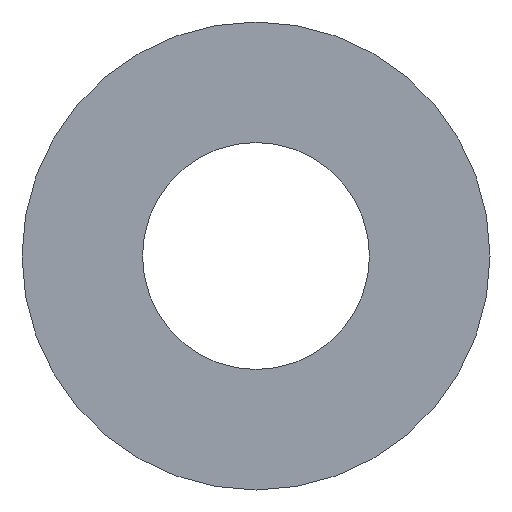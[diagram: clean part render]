
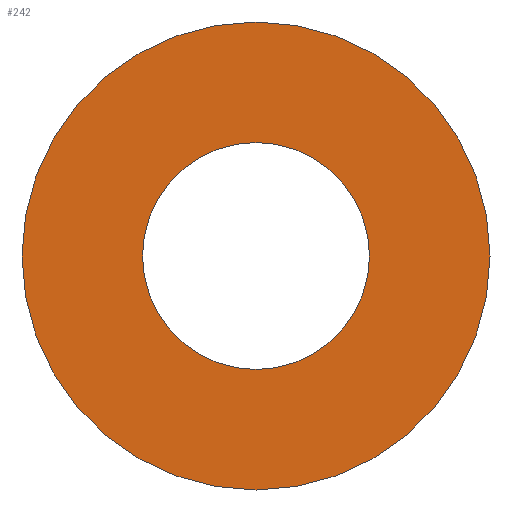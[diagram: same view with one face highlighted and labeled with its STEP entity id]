
A CAD part, left-side view. The second image highlights one B-rep face of the part: STEP entity #242.
In plain terms, the highlighted planar face has unit normal (-1, 0, 0).
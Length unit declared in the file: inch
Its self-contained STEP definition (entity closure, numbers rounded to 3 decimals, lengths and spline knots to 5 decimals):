
#6 = CIRCLE ( 'NONE', #287, 3.125 ) ;
#24 = DIRECTION ( 'NONE',  ( 0., 0., -1. ) ) ;
#28 = ORIENTED_EDGE ( 'NONE', *, *, #100, .T. ) ;
#57 = CARTESIAN_POINT ( 'NONE',  ( 0., 0., -3.125 ) ) ;
#63 = DIRECTION ( 'NONE',  ( 0., 0., 1. ) ) ;
#65 = DIRECTION ( 'NONE',  ( -1., 0., 0. ) ) ;
#66 = DIRECTION ( 'NONE',  ( 1., 0., 0. ) ) ;
#82 = AXIS2_PLACEMENT_3D ( 'NONE', #101, #332, #354 ) ;
#94 = FACE_BOUND ( 'NONE', #379, .T. ) ;
#100 = EDGE_CURVE ( 'NONE', #174, #221, #304, .T. ) ;
#101 = CARTESIAN_POINT ( 'NONE',  ( 0., 0., 0. ) ) ;
#103 = PLANE ( 'NONE',  #231 ) ;
#118 = CIRCLE ( 'NONE', #82, 1.51563 ) ;
#121 = DIRECTION ( 'NONE',  ( 1., 0., 0. ) ) ;
#126 = CARTESIAN_POINT ( 'NONE',  ( 0., 0., 0. ) ) ;
#130 = DIRECTION ( 'NONE',  ( 0., 0., -1. ) ) ;
#132 = CIRCLE ( 'NONE', #276, 3.125 ) ;
#133 = ORIENTED_EDGE ( 'NONE', *, *, #278, .T. ) ;
#151 = DIRECTION ( 'NONE',  ( -1., 0., 0. ) ) ;
#168 = ORIENTED_EDGE ( 'NONE', *, *, #349, .T. ) ;
#174 = VERTEX_POINT ( 'NONE', #264 ) ;
#181 = CARTESIAN_POINT ( 'NONE',  ( 0., 0., 3.125 ) ) ;
#190 = CARTESIAN_POINT ( 'NONE',  ( 0., 0., 1.51563 ) ) ;
#203 = CARTESIAN_POINT ( 'NONE',  ( 0., 0., 0. ) ) ;
#221 = VERTEX_POINT ( 'NONE', #190 ) ;
#222 = ORIENTED_EDGE ( 'NONE', *, *, #253, .T. ) ;
#231 = AXIS2_PLACEMENT_3D ( 'NONE', #246, #66, #130 ) ;
#242 = ADVANCED_FACE ( 'NONE', ( #94, #303 ), #103, .F. ) ;
#246 = CARTESIAN_POINT ( 'NONE',  ( 0., 3., 0. ) ) ;
#247 = CARTESIAN_POINT ( 'NONE',  ( 0., 0., 0. ) ) ;
#253 = EDGE_CURVE ( 'NONE', #319, #284, #132, .T. ) ;
#255 = AXIS2_PLACEMENT_3D ( 'NONE', #203, #121, #24 ) ;
#264 = CARTESIAN_POINT ( 'NONE',  ( 0., 0., -1.51563 ) ) ;
#276 = AXIS2_PLACEMENT_3D ( 'NONE', #247, #65, #300 ) ;
#277 = EDGE_LOOP ( 'NONE', ( #222, #168 ) ) ;
#278 = EDGE_CURVE ( 'NONE', #221, #174, #118, .T. ) ;
#284 = VERTEX_POINT ( 'NONE', #57 ) ;
#287 = AXIS2_PLACEMENT_3D ( 'NONE', #126, #151, #63 ) ;
#300 = DIRECTION ( 'NONE',  ( 0., 0., 1. ) ) ;
#303 = FACE_OUTER_BOUND ( 'NONE', #277, .T. ) ;
#304 = CIRCLE ( 'NONE', #255, 1.51563 ) ;
#319 = VERTEX_POINT ( 'NONE', #181 ) ;
#332 = DIRECTION ( 'NONE',  ( 1., 0., 0. ) ) ;
#349 = EDGE_CURVE ( 'NONE', #284, #319, #6, .T. ) ;
#354 = DIRECTION ( 'NONE',  ( 0., 0., -1. ) ) ;
#379 = EDGE_LOOP ( 'NONE', ( #28, #133 ) ) ;
